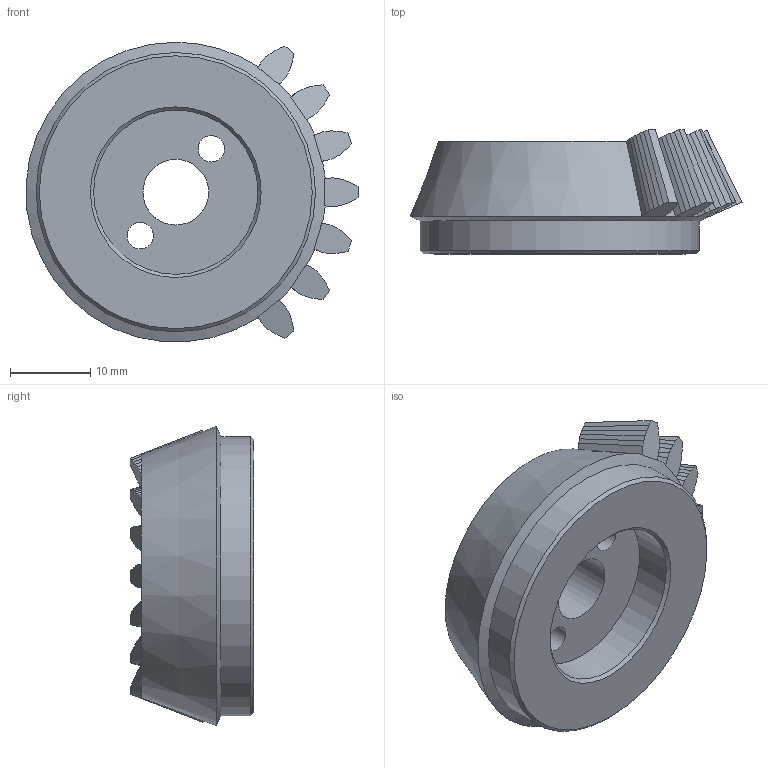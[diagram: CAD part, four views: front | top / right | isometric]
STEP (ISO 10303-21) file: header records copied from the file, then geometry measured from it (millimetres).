
FILE_DESCRIPTION(/* description */ ('STEP AP242','CAx-IF Rec.Pracs.---Representation and Presentation of Product Manufacturing Information (PMI)---4.0---2014-10-13','CAx-IF Rec.Pracs.---3D Tessellated Geometry---0.4---2014-09-14','2;1'),/* implementation_level */ '2;1');
FILE_NAME(/* name */ '626282584fc8d629c9fa260f',/* time_stamp */ '2022-04-22T10:24:26+00:00',/* author */ (''),/* organization */ (''),/* preprocessor_version */ 'ST-DEVELOPER v18.101',/* originating_system */ ' ',/* authorisation */ ' ');
FILE_SCHEMA (('AP242_MANAGED_MODEL_BASED_3D_ENGINEERING_MIM_LF { 1 0 10303 442 1 1 4 }'));
Length unit declared in the file: metre
Products named in the file (1): smallbevelgear_v2
Bounding box: 41.42 x 15.45 x 37.37 mm (x, y, z)
Volume: 9832.4 mm3; surface area: 4644.9 mm2
Topology: 1 solids, 1 shells, 144 faces, 401 edges, 263 vertices
Faces by surface type: plane 125, cone 11, cylinder 8
Full cylindrical faces by diameter (mm): 3.3 x2, 5.75 x2, 8.2 x1, 20.5 x1, 25 x1, 34.848 x1
Entity records: 4557 total; most frequent: CARTESIAN_POINT 959, ORIENTED_EDGE 774, DIRECTION 664, EDGE_CURVE 387, LINE 294, VECTOR 294, VERTEX_POINT 261, AXIS2_PLACEMENT_3D 185
